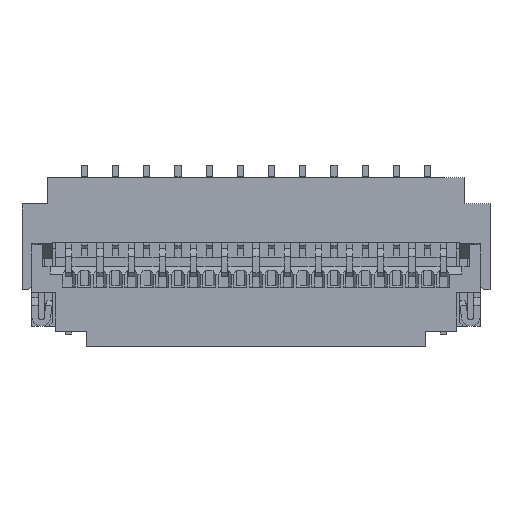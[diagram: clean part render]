
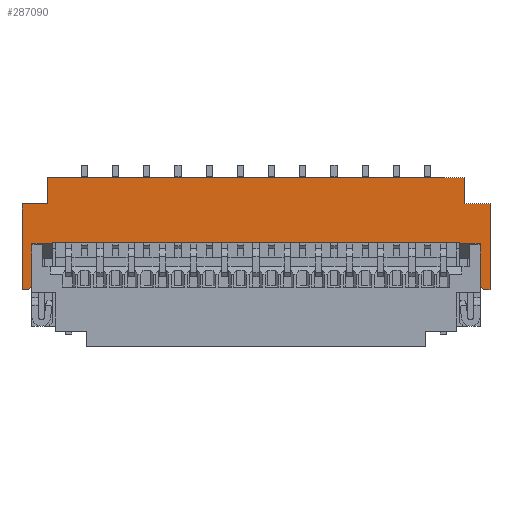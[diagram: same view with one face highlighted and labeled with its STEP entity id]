
A CAD part, top view. The second image highlights one B-rep face of the part: STEP entity #287090.
In plain terms, the highlighted face is planar.
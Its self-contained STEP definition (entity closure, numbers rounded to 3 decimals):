
#86770=CARTESIAN_POINT('',(2.099,-2.508,18.343));
#86780=VERTEX_POINT('',#86770);
#86810=CARTESIAN_POINT('',(2.099,-2.508,16.755));
#86820=DIRECTION('',(0.,0.,-1.));
#86830=VECTOR('',#86820,1.);
#86840=LINE('',#86810,#86830);
#86850=CARTESIAN_POINT('',(2.099,-2.508,18.738));
#86860=VERTEX_POINT('',#86850);
#86870=EDGE_CURVE('',#86860,#86780,#86840,.T.);
#89260=CARTESIAN_POINT('',(3.682,-2.508,18.738));
#89270=DIRECTION('',(-1.,0.,0.));
#89280=VECTOR('',#89270,1.);
#89290=LINE('',#89260,#89280);
#89300=CARTESIAN_POINT('',(2.922,-2.508,18.738));
#89310=VERTEX_POINT('',#89300);
#89320=EDGE_CURVE('',#89310,#86860,#89290,.T.);
#90800=CARTESIAN_POINT('',(3.682,-2.508,19.498));
#90810=DIRECTION('',(0.707,0.,
0.707));
#90820=VECTOR('',#90810,1.);
#90830=LINE('',#90800,#90820);
#90840=CARTESIAN_POINT('',(2.982,-2.508,18.798));
#90850=VERTEX_POINT('',#90840);
#90860=EDGE_CURVE('',#89310,#90850,#90830,.T.);
#91690=CARTESIAN_POINT('',(1.332,-2.508,18.928));
#91700=VERTEX_POINT('',#91690);
#91750=CARTESIAN_POINT('',(1.332,-2.508,16.755));
#91760=DIRECTION('',(0.,0.,1.));
#91770=VECTOR('',#91760,1.);
#91780=LINE('',#91750,#91770);
#91790=CARTESIAN_POINT('',(1.332,-2.508,18.428));
#91800=VERTEX_POINT('',#91790);
#91810=EDGE_CURVE('',#91800,#91700,#91780,.T.);
#93850=CARTESIAN_POINT('',(0.832,-2.508,18.428));
#93860=VERTEX_POINT('',#93850);
#94190=CARTESIAN_POINT('',(3.682,-2.508,18.428));
#94200=DIRECTION('',(1.,0.,0.));
#94210=VECTOR('',#94200,1.);
#94220=LINE('',#94190,#94210);
#94230=EDGE_CURVE('',#93860,#91800,#94220,.T.);
#97710=CARTESIAN_POINT('',(2.982,-2.508,18.928));
#97720=VERTEX_POINT('',#97710);
#97750=CARTESIAN_POINT('',(3.682,-2.508,18.928));
#97760=DIRECTION('',(1.,0.,0.));
#97770=VECTOR('',#97760,1.);
#97780=LINE('',#97750,#97770);
#97790=EDGE_CURVE('',#91700,#97720,#97780,.T.);
#105220=CARTESIAN_POINT('',(2.982,-2.508,16.755));
#105230=DIRECTION('',(0.,0.,-1.));
#105240=VECTOR('',#105230,1.);
#105250=LINE('',#105220,#105240);
#105260=EDGE_CURVE('',#97720,#90850,#105250,.T.);
#122860=CARTESIAN_POINT('',(2.082,-2.508,18.343));
#122870=VERTEX_POINT('',#122860);
#122900=CARTESIAN_POINT('',(3.682,-2.508,18.343));
#122910=DIRECTION('',(1.,0.,0.));
#122920=VECTOR('',#122910,1.);
#122930=LINE('',#122900,#122920);
#122940=EDGE_CURVE('',#122870,#86780,#122930,.T.);
#181050=CARTESIAN_POINT('',(2.082,-2.508,10.513));
#181060=VERTEX_POINT('',#181050);
#181090=CARTESIAN_POINT('',(2.082,-2.508,14.5));
#181100=DIRECTION('',(0.,0.,1.));
#181110=VECTOR('',#181100,1.);
#181120=LINE('',#181090,#181110);
#181130=EDGE_CURVE('',#181060,#122870,#181120,.T.);
#230480=CARTESIAN_POINT('',(0.832,-2.508,4.155));
#230490=DIRECTION('',(0.,0.,1.));
#230500=VECTOR('',#230490,1.);
#230510=LINE('',#230480,#230500);
#230520=CARTESIAN_POINT('',(0.832,-2.508,10.428));
#230530=VERTEX_POINT('',#230520);
#230540=EDGE_CURVE('',#230530,#93860,#230510,.T.);
#257120=CARTESIAN_POINT('',(3.682,-2.508,10.428));
#257130=DIRECTION('',(1.,0.,0.));
#257140=VECTOR('',#257130,1.);
#257150=LINE('',#257120,#257140);
#257160=CARTESIAN_POINT('',(1.332,-2.508,10.428));
#257170=VERTEX_POINT('',#257160);
#257180=EDGE_CURVE('',#230530,#257170,#257150,.T.);
#275610=CARTESIAN_POINT('',(3.682,-2.508,
9.928));
#275620=DIRECTION('',(1.,0.,0.));
#275630=VECTOR('',#275620,1.);
#275640=LINE('',#275610,#275630);
#275650=CARTESIAN_POINT('',(1.332,-2.508,
9.928));
#275660=VERTEX_POINT('',#275650);
#275670=CARTESIAN_POINT('',(2.982,-2.508,
9.928));
#275680=VERTEX_POINT('',#275670);
#275690=EDGE_CURVE('',#275660,#275680,#275640,.T.);
#276080=CARTESIAN_POINT('',(1.332,-2.508,12.1));
#276090=DIRECTION('',(0.,0.,-1.));
#276100=VECTOR('',#276090,1.);
#276110=LINE('',#276080,#276100);
#276120=EDGE_CURVE('',#257170,#275660,#276110,.T.);
#276230=CARTESIAN_POINT('',(2.982,-2.508,12.1));
#276240=DIRECTION('',(0.,0.,1.));
#276250=VECTOR('',#276240,1.);
#276260=LINE('',#276230,#276250);
#276270=CARTESIAN_POINT('',(2.982,-2.508,10.058));
#276280=VERTEX_POINT('',#276270);
#276290=EDGE_CURVE('',#275680,#276280,#276260,.T.);
#276630=CARTESIAN_POINT('',(3.682,-2.508,
9.358));
#276640=DIRECTION('',(0.707,0.,
-0.707));
#276650=VECTOR('',#276640,1.);
#276660=LINE('',#276630,#276650);
#276670=CARTESIAN_POINT('',(2.922,-2.508,10.118));
#276680=VERTEX_POINT('',#276670);
#276690=EDGE_CURVE('',#276680,#276280,#276660,.T.);
#281780=CARTESIAN_POINT('',(2.099,-2.508,10.513));
#281790=VERTEX_POINT('',#281780);
#281820=CARTESIAN_POINT('',(3.682,-2.508,10.513));
#281830=DIRECTION('',(1.,0.,0.));
#281840=VECTOR('',#281830,1.);
#281850=LINE('',#281820,#281840);
#281860=EDGE_CURVE('',#181060,#281790,#281850,.T.);
#282770=CARTESIAN_POINT('',(2.099,-2.508,10.118));
#282780=VERTEX_POINT('',#282770);
#282810=CARTESIAN_POINT('',(2.099,-2.508,12.1));
#282820=DIRECTION('',(0.,0.,1.));
#282830=VECTOR('',#282820,1.);
#282840=LINE('',#282810,#282830);
#282850=EDGE_CURVE('',#282780,#281790,#282840,.T.);
#282990=CARTESIAN_POINT('',(3.682,-2.508,10.118));
#283000=DIRECTION('',(-1.,0.,0.));
#283010=VECTOR('',#283000,1.);
#283020=LINE('',#282990,#283010);
#283030=EDGE_CURVE('',#276680,#282780,#283020,.T.);
#286840=CARTESIAN_POINT('',(1.432,-2.508,
13.605));
#286850=DIRECTION('',(0.,-1.,0.));
#286860=DIRECTION('',(1.,0.,0.));
#286870=AXIS2_PLACEMENT_3D('',#286840,#286850,#286860);
#286880=PLANE('',#286870);
#286890=ORIENTED_EDGE('',*,*,#230540,.F.);
#286900=ORIENTED_EDGE('',*,*,#94230,.F.);
#286910=ORIENTED_EDGE('',*,*,#91810,.F.);
#286920=ORIENTED_EDGE('',*,*,#97790,.F.);
#286930=ORIENTED_EDGE('',*,*,#105260,.F.);
#286940=ORIENTED_EDGE('',*,*,#90860,.T.);
#286950=ORIENTED_EDGE('',*,*,#89320,.F.);
#286960=ORIENTED_EDGE('',*,*,#86870,.F.);
#286970=ORIENTED_EDGE('',*,*,#122940,.T.);
#286980=ORIENTED_EDGE('',*,*,#181130,.T.);
#286990=ORIENTED_EDGE('',*,*,#281860,.F.);
#287000=ORIENTED_EDGE('',*,*,#282850,.T.);
#287010=ORIENTED_EDGE('',*,*,#283030,.T.);
#287020=ORIENTED_EDGE('',*,*,#276690,.F.);
#287030=ORIENTED_EDGE('',*,*,#276290,.T.);
#287040=ORIENTED_EDGE('',*,*,#275690,.T.);
#287050=ORIENTED_EDGE('',*,*,#276120,.T.);
#287060=ORIENTED_EDGE('',*,*,#257180,.T.);
#287070=EDGE_LOOP('',(#287060,#287050,#287040,#287030,#287020,#287010,
#287000,#286990,#286980,#286970,#286960,#286950,#286940,#286930,#286920,
#286910,#286900,#286890));
#287080=FACE_OUTER_BOUND('',#287070,.T.);
#287090=ADVANCED_FACE('',(#287080),#286880,.T.);
